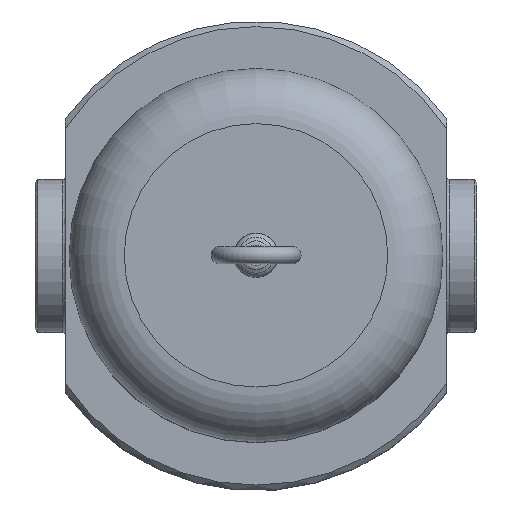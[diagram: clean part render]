
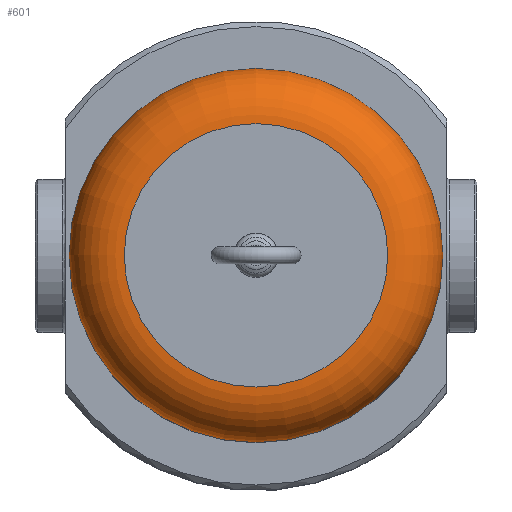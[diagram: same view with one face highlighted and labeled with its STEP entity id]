
A CAD part, top view. The second image highlights one B-rep face of the part: STEP entity #601.
In plain terms, the highlighted toroidal (fillet/blend) face has major radius 47.7 mm and minor radius 20 mm.
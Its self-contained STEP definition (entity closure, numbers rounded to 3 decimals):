
#567=CARTESIAN_POINT('',(-47.7,0.0,111.75));
#568=VERTEX_POINT('',#567);
#569=CARTESIAN_POINT('',(0.,0.0,111.75));
#570=DIRECTION('',(0.0,0.0,-1.0));
#571=DIRECTION('',(-1.0,0.0,0.0));
#572=AXIS2_PLACEMENT_3D('',#569,#570,#571);
#573=CIRCLE('',#572,47.7);
#574=EDGE_CURVE('',#568,#568,#573,.T.);
#582=CARTESIAN_POINT('',(0.,0.0,91.75));
#583=DIRECTION('',(0.0,0.0,-1.0));
#584=DIRECTION('',(-1.0,0.0,0.0));
#585=AXIS2_PLACEMENT_3D('',#582,#583,#584);
#586=TOROIDAL_SURFACE('',#585,47.7,20.);
#587=CARTESIAN_POINT('',(-67.7,0.0,91.75));
#588=VERTEX_POINT('',#587);
#589=CARTESIAN_POINT('',(0.,0.0,91.75));
#590=DIRECTION('',(0.0,0.0,-1.0));
#591=DIRECTION('',(-1.0,0.0,0.0));
#592=AXIS2_PLACEMENT_3D('',#589,#590,#591);
#593=CIRCLE('',#592,67.7);
#594=EDGE_CURVE('',#588,#588,#593,.T.);
#595=ORIENTED_EDGE('',*,*,#594,.F.);
#596=EDGE_LOOP('',(#595));
#597=FACE_OUTER_BOUND('',#596,.T.);
#598=ORIENTED_EDGE('',*,*,#574,.T.);
#599=EDGE_LOOP('',(#598));
#600=FACE_BOUND('',#599,.T.);
#601=ADVANCED_FACE('',(#597,#600),#586,.T.);
